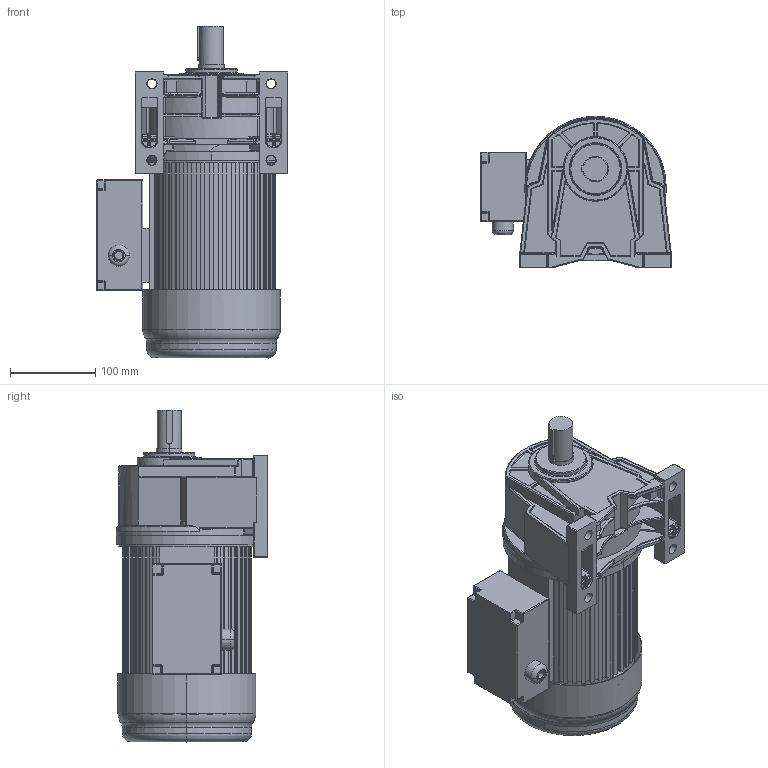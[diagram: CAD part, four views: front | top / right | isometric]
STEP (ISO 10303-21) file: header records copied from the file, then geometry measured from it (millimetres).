
FILE_DESCRIPTION((''),'2;1');
FILE_NAME('ASM0007_ASM_1_ASM','2022-05-07T',('gkkg'),(''),'PRO/ENGINEER BY PARAMETRIC TECHNOLOGY CORPORATION, 2010280','PRO/ENGINEER BY PARAMETRIC TECHNOLOGY CORPORATION, 2010280','');
FILE_SCHEMA(('CONFIG_CONTROL_DESIGN'));
Products named in the file (17): MANIFOLD_SOLID_BREP_168; MANIFOLD_SOLID_BREP_336; MANIFOLD_SOLID_BREP_504; MANIFOLD_SOLID_BREP_672; MANIFOLD_SOLID_BREP_840; MANIFOLD_SOLID_BREP_928; MANIFOLD_SOLID_BREP_1016; _ASM0001; ASM0001_ASM; PRT0001; ASM0008_ASM_ASM; GH28__ASM_ASM; 140_150; 140; 160-80; PRT0002; ASM0007_ASM_1_ASM
Assembly tree (16 placements, depth 5):
  ASM0007_ASM_1_ASM
    GH28__ASM_ASM
      ASM0008_ASM_ASM
        ASM0001_ASM
          MANIFOLD_SOLID_BREP_168
          MANIFOLD_SOLID_BREP_336
          MANIFOLD_SOLID_BREP_504
          MANIFOLD_SOLID_BREP_672
          MANIFOLD_SOLID_BREP_840
          MANIFOLD_SOLID_BREP_928
          MANIFOLD_SOLID_BREP_1016
          _ASM0001
        PRT0001
    140_150
    140
    160-80
    PRT0002
Bounding box: 224.75 x 178.37 x 390.3 mm (x, y, z)
Volume: 1590187 mm3; surface area: 668703.8 mm2
Topology: 12 solids, 13 shells, 2751 faces, 7598 edges, 4821 vertices
Faces by surface type: plane 1381, cylinder 788, torus 310, bspline 160, sphere 58, cone 52, extrusion 2
Entity records: 96433 total; most frequent: CARTESIAN_POINT 25818, ORIENTED_EDGE 15066, DIRECTION 14641, EDGE_CURVE 7534, AXIS2_PLACEMENT_3D 5083, VERTEX_POINT 4821, VECTOR 4475, LINE 4473
